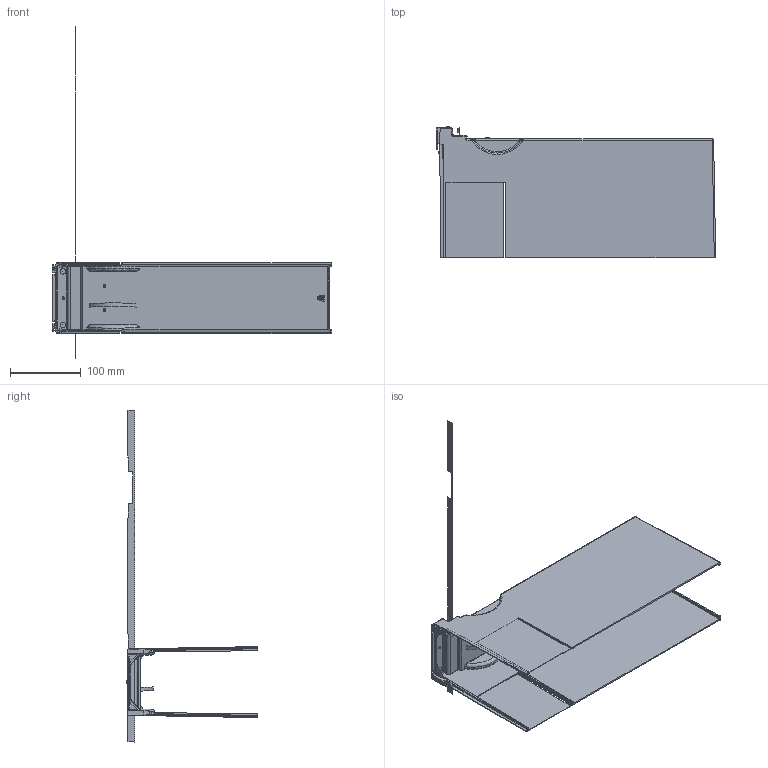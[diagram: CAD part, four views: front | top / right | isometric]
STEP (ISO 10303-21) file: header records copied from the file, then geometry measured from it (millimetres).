
FILE_DESCRIPTION((''),'2;1');
FILE_NAME('1SEP619345P0001_A02','2020-11-30T15:50:12',('CNANWAN3'),(''),'CREO PARAMETRIC BY PTC INC, 2020044','CREO PARAMETRIC BY PTC INC, 2020044','');
FILE_SCHEMA(('CONFIG_CONTROL_DESIGN'));
Products named in the file (1): 1SEP619345P0001_A02
Bounding box: 394.96 x 185.96 x 469.35 mm (x, y, z)
Surface area: 347097.3 mm2 (no closed solid volume)
Topology: 0 solids, 6 shells, 577 faces, 1584 edges, 985 vertices
Faces by surface type: plane 198, cylinder 194, bspline 98, sphere 36, cone 33, extrusion 18
Entity records: 37917 total; most frequent: CARTESIAN_POINT 24456, ORIENTED_EDGE 3026, DIRECTION 2429, EDGE_CURVE 1538, VERTEX_POINT 985, AXIS2_PLACEMENT_3D 813, VECTOR 803, LINE 785
